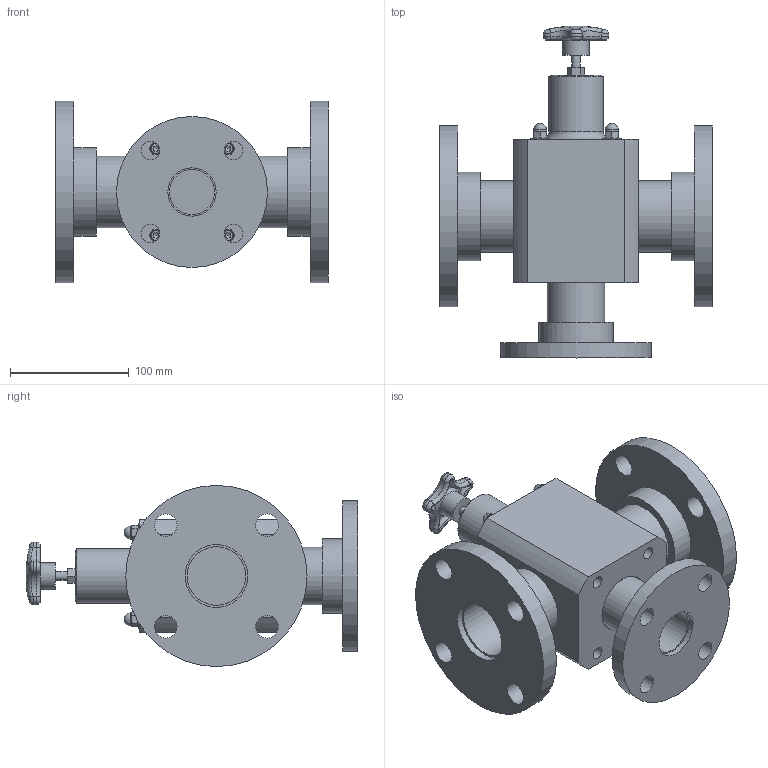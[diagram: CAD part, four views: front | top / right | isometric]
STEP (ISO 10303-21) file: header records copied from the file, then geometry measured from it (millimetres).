
FILE_DESCRIPTION((''),'2;1');
FILE_NAME('TVPF20-PP_R0.ipt.stp','2017-04-04T12:14:53',(''),(''),'Autodesk Inventor 2009','Autodesk Inventor 2009','');
FILE_SCHEMA(('AUTOMOTIVE_DESIGN { 1 0 10303 214 1 1 1 1 }'));
Length unit declared in the file: inch
Products named in the file (1): TVPF20-PP_R0
Bounding box: 229.36 x 279.06 x 152.4 mm (x, y, z)
Volume: 1989948.5 mm3; surface area: 252742 mm2
Topology: 1 solids, 5 shells, 376 faces, 861 edges, 529 vertices
Faces by surface type: plane 157, bspline 105, cylinder 70, sphere 17, torus 15, cone 12
Full cylindrical faces by diameter (mm): 4.445 x4, 7.442 x1, 9.525 x4, 10.998 x4, 15.748 x4, 15.875 x4, 19.05 x8, 22.098 x1, 38.1 x1, 40.64 x1, 45.72 x1, 48.26 x1, 49.251 x2, 52.832 x2, 60.325 x2, 62.23 x1, 74.422 x2, 127 x1, 152.4 x2
Entity records: 14566 total; most frequent: CARTESIAN_POINT 6560, ORIENTED_EDGE 1552, DIRECTION 1492, EDGE_CURVE 776, AXIS2_PLACEMENT_3D 643, VERTEX_POINT 521, EDGE_LOOP 511, FACE_OUTER_BOUND 376
